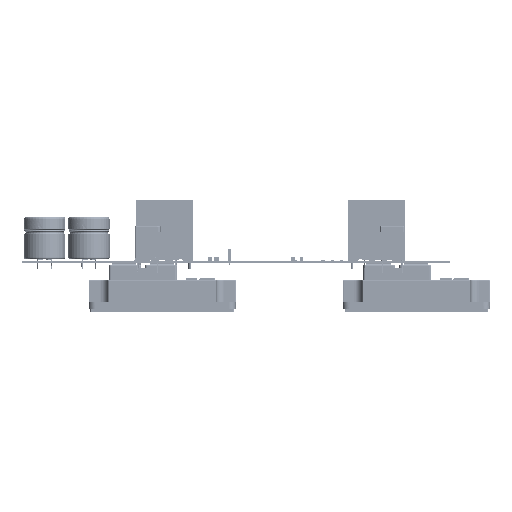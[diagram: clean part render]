
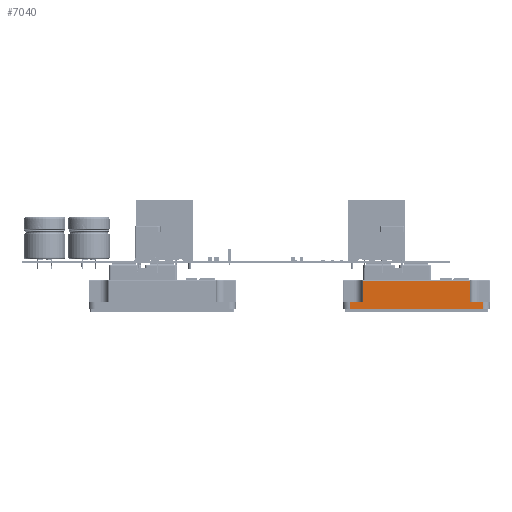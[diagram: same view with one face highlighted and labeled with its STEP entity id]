
A CAD part, left-side view. The second image highlights one B-rep face of the part: STEP entity #7040.
In plain terms, the highlighted face is planar.
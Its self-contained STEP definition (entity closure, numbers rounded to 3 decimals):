
#6132 = VERTEX_POINT('',#6133);
#6133 = CARTESIAN_POINT('',(103.632,78.74,1.676));
#6140 = EDGE_CURVE('',#6132,#6141,#6143,.T.);
#6141 = VERTEX_POINT('',#6142);
#6142 = CARTESIAN_POINT('',(103.632,78.74,7.112));
#6143 = LINE('',#6144,#6145);
#6144 = CARTESIAN_POINT('',(103.632,78.74,1.676));
#6145 = VECTOR('',#6146,1.);
#6146 = DIRECTION('',(0.,0.,1.));
#6236 = VERTEX_POINT('',#6237);
#6237 = CARTESIAN_POINT('',(3.81,78.74,1.676));
#6255 = VERTEX_POINT('',#6256);
#6256 = CARTESIAN_POINT('',(3.81,78.74,7.112));
#6263 = EDGE_CURVE('',#6255,#6236,#6264,.T.);
#6264 = LINE('',#6265,#6266);
#6265 = CARTESIAN_POINT('',(3.81,78.74,1.676));
#6266 = VECTOR('',#6267,1.);
#6267 = DIRECTION('',(0.,0.,-1.));
#7040 = ADVANCED_FACE('',(#7041),#7089,.T.);
#7041 = FACE_BOUND('',#7042,.T.);
#7042 = EDGE_LOOP('',(#7043,#7044,#7052,#7060,#7068,#7076,#7082,#7083));
#7043 = ORIENTED_EDGE('',*,*,#6263,.F.);
#7044 = ORIENTED_EDGE('',*,*,#7045,.T.);
#7045 = EDGE_CURVE('',#6255,#7046,#7048,.T.);
#7046 = VERTEX_POINT('',#7047);
#7047 = CARTESIAN_POINT('',(13.792,78.74,7.112));
#7048 = LINE('',#7049,#7050);
#7049 = CARTESIAN_POINT('',(57.977,78.74,7.112));
#7050 = VECTOR('',#7051,1.);
#7051 = DIRECTION('',(1.,0.,0.));
#7052 = ORIENTED_EDGE('',*,*,#7053,.F.);
#7053 = EDGE_CURVE('',#7054,#7046,#7056,.T.);
#7054 = VERTEX_POINT('',#7055);
#7055 = CARTESIAN_POINT('',(13.792,78.74,23.114));
#7056 = LINE('',#7057,#7058);
#7057 = CARTESIAN_POINT('',(13.792,78.74,12.649));
#7058 = VECTOR('',#7059,1.);
#7059 = DIRECTION('',(0.,0.,-1.));
#7060 = ORIENTED_EDGE('',*,*,#7061,.F.);
#7061 = EDGE_CURVE('',#7062,#7054,#7064,.T.);
#7062 = VERTEX_POINT('',#7063);
#7063 = CARTESIAN_POINT('',(93.65,78.74,23.114));
#7064 = LINE('',#7065,#7066);
#7065 = CARTESIAN_POINT('',(81.217,78.74,23.114));
#7066 = VECTOR('',#7067,1.);
#7067 = DIRECTION('',(-1.,0.,0.));
#7068 = ORIENTED_EDGE('',*,*,#7069,.F.);
#7069 = EDGE_CURVE('',#7070,#7062,#7072,.T.);
#7070 = VERTEX_POINT('',#7071);
#7071 = CARTESIAN_POINT('',(93.65,78.74,7.112));
#7072 = LINE('',#7073,#7074);
#7073 = CARTESIAN_POINT('',(93.65,78.74,12.649));
#7074 = VECTOR('',#7075,1.);
#7075 = DIRECTION('',(0.,0.,1.));
#7076 = ORIENTED_EDGE('',*,*,#7077,.T.);
#7077 = EDGE_CURVE('',#7070,#6141,#7078,.T.);
#7078 = LINE('',#7079,#7080);
#7079 = CARTESIAN_POINT('',(104.457,78.74,7.112));
#7080 = VECTOR('',#7081,1.);
#7081 = DIRECTION('',(1.,0.,0.));
#7082 = ORIENTED_EDGE('',*,*,#6140,.F.);
#7083 = ORIENTED_EDGE('',*,*,#7084,.T.);
#7084 = EDGE_CURVE('',#6132,#6236,#7085,.T.);
#7085 = LINE('',#7086,#7087);
#7086 = CARTESIAN_POINT('',(108.712,78.74,1.676));
#7087 = VECTOR('',#7088,1.);
#7088 = DIRECTION('',(-1.,0.,0.));
#7089 = PLANE('',#7090);
#7090 = AXIS2_PLACEMENT_3D('',#7091,#7092,#7093);
#7091 = CARTESIAN_POINT('',(108.712,78.74,1.676));
#7092 = DIRECTION('',(0.,1.,0.));
#7093 = DIRECTION('',(-1.,0.,0.));
